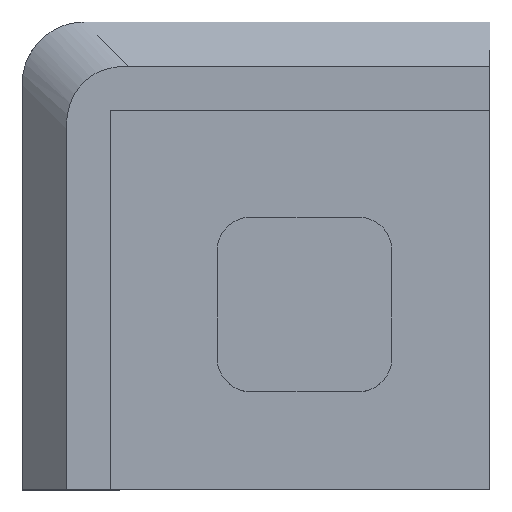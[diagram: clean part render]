
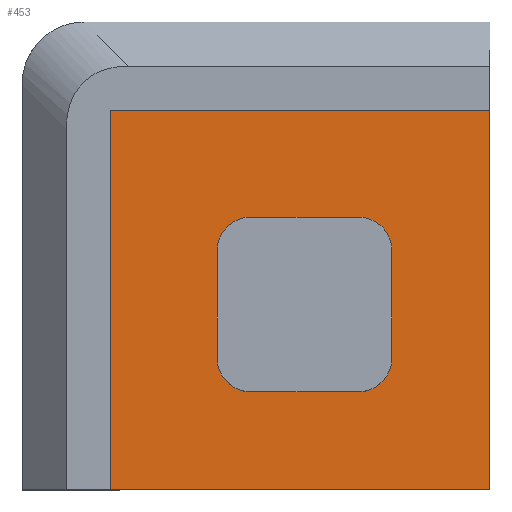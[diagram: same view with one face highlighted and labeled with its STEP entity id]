
A CAD part, top view. The second image highlights one B-rep face of the part: STEP entity #453.
In plain terms, the highlighted planar face has unit normal (0, 0, 1).
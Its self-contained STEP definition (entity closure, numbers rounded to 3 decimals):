
#25=FACE_BOUND('',#61,.T.);
#26=CIRCLE('',#493,3.8);
#27=CIRCLE('',#494,3.8);
#28=CIRCLE('',#495,3.8);
#29=CIRCLE('',#496,3.8);
#35=FACE_OUTER_BOUND('',#60,.T.);
#60=EDGE_LOOP('',(#302,#303,#304,#305));
#61=EDGE_LOOP('',(#306,#307,#308,#309,#310,#311,#312,#313));
#86=LINE('',#662,#139);
#87=LINE('',#664,#140);
#88=LINE('',#666,#141);
#89=LINE('',#667,#142);
#90=LINE('',#672,#143);
#91=LINE('',#676,#144);
#92=LINE('',#680,#145);
#93=LINE('',#683,#146);
#139=VECTOR('',#533,10.);
#140=VECTOR('',#534,10.);
#141=VECTOR('',#535,10.);
#142=VECTOR('',#536,10.);
#143=VECTOR('',#539,10.);
#144=VECTOR('',#542,10.);
#145=VECTOR('',#545,10.);
#146=VECTOR('',#548,10.);
#192=VERTEX_POINT('',#660);
#193=VERTEX_POINT('',#661);
#194=VERTEX_POINT('',#663);
#195=VERTEX_POINT('',#665);
#196=VERTEX_POINT('',#668);
#197=VERTEX_POINT('',#669);
#198=VERTEX_POINT('',#671);
#199=VERTEX_POINT('',#673);
#200=VERTEX_POINT('',#675);
#201=VERTEX_POINT('',#677);
#202=VERTEX_POINT('',#679);
#203=VERTEX_POINT('',#681);
#236=EDGE_CURVE('',#192,#193,#86,.T.);
#237=EDGE_CURVE('',#192,#194,#87,.T.);
#238=EDGE_CURVE('',#194,#195,#88,.T.);
#239=EDGE_CURVE('',#193,#195,#89,.T.);
#240=EDGE_CURVE('',#196,#197,#26,.T.);
#241=EDGE_CURVE('',#198,#196,#90,.T.);
#242=EDGE_CURVE('',#199,#198,#27,.T.);
#243=EDGE_CURVE('',#200,#199,#91,.T.);
#244=EDGE_CURVE('',#201,#200,#28,.T.);
#245=EDGE_CURVE('',#202,#201,#92,.T.);
#246=EDGE_CURVE('',#203,#202,#29,.T.);
#247=EDGE_CURVE('',#197,#203,#93,.T.);
#302=ORIENTED_EDGE('',*,*,#236,.F.);
#303=ORIENTED_EDGE('',*,*,#237,.T.);
#304=ORIENTED_EDGE('',*,*,#238,.T.);
#305=ORIENTED_EDGE('',*,*,#239,.F.);
#306=ORIENTED_EDGE('',*,*,#240,.F.);
#307=ORIENTED_EDGE('',*,*,#241,.F.);
#308=ORIENTED_EDGE('',*,*,#242,.F.);
#309=ORIENTED_EDGE('',*,*,#243,.F.);
#310=ORIENTED_EDGE('',*,*,#244,.F.);
#311=ORIENTED_EDGE('',*,*,#245,.F.);
#312=ORIENTED_EDGE('',*,*,#246,.F.);
#313=ORIENTED_EDGE('',*,*,#247,.F.);
#434=PLANE('',#492);
#453=ADVANCED_FACE('',(#35,#25),#434,.T.);
#492=AXIS2_PLACEMENT_3D('',#659,#531,#532);
#493=AXIS2_PLACEMENT_3D('',#670,#537,#538);
#494=AXIS2_PLACEMENT_3D('',#674,#540,#541);
#495=AXIS2_PLACEMENT_3D('',#678,#543,#544);
#496=AXIS2_PLACEMENT_3D('',#682,#546,#547);
#531=DIRECTION('center_axis',(0.,0.,1.));
#532=DIRECTION('ref_axis',(1.,0.,0.));
#533=DIRECTION('',(-1.,0.,0.));
#534=DIRECTION('',(0.,1.,0.));
#535=DIRECTION('',(-1.,0.,0.));
#536=DIRECTION('',(0.,1.,0.));
#537=DIRECTION('center_axis',(0.,0.,1.));
#538=DIRECTION('ref_axis',(0.707,0.707,0.));
#539=DIRECTION('',(0.,1.,0.));
#540=DIRECTION('center_axis',(0.,0.,1.));
#541=DIRECTION('ref_axis',(0.707,-0.707,0.));
#542=DIRECTION('',(1.,0.,0.));
#543=DIRECTION('center_axis',(0.,0.,1.));
#544=DIRECTION('ref_axis',(-0.707,-0.707,0.));
#545=DIRECTION('',(0.,-1.,0.));
#546=DIRECTION('center_axis',(0.,0.,1.));
#547=DIRECTION('ref_axis',(-0.707,0.707,0.));
#548=DIRECTION('',(-1.,0.,0.));
#659=CARTESIAN_POINT('Origin',(-2.492,61.301,10.));
#660=CARTESIAN_POINT('',(18.508,40.301,10.));
#661=CARTESIAN_POINT('',(-24.492,40.301,10.));
#662=CARTESIAN_POINT('',(-23.492,40.301,10.));
#663=CARTESIAN_POINT('',(18.508,83.301,10.));
#664=CARTESIAN_POINT('',(18.508,82.301,10.));
#665=CARTESIAN_POINT('',(-24.492,83.301,10.));
#666=CARTESIAN_POINT('',(-23.492,83.301,10.));
#667=CARTESIAN_POINT('',(-24.492,82.301,10.));
#668=CARTESIAN_POINT('',(7.408,67.401,10.));
#669=CARTESIAN_POINT('',(3.608,71.201,10.));
#670=CARTESIAN_POINT('Origin',(3.608,67.401,10.));
#671=CARTESIAN_POINT('',(7.408,55.201,10.));
#672=CARTESIAN_POINT('',(7.408,51.401,10.));
#673=CARTESIAN_POINT('',(3.608,51.401,10.));
#674=CARTESIAN_POINT('Origin',(3.608,55.201,10.));
#675=CARTESIAN_POINT('',(-8.592,51.401,10.));
#676=CARTESIAN_POINT('',(-12.392,51.401,10.));
#677=CARTESIAN_POINT('',(-12.392,55.201,10.));
#678=CARTESIAN_POINT('Origin',(-8.592,55.201,10.));
#679=CARTESIAN_POINT('',(-12.392,67.401,10.));
#680=CARTESIAN_POINT('',(-12.392,71.201,10.));
#681=CARTESIAN_POINT('',(-8.592,71.201,10.));
#682=CARTESIAN_POINT('Origin',(-8.592,67.401,10.));
#683=CARTESIAN_POINT('',(7.408,71.201,10.));
